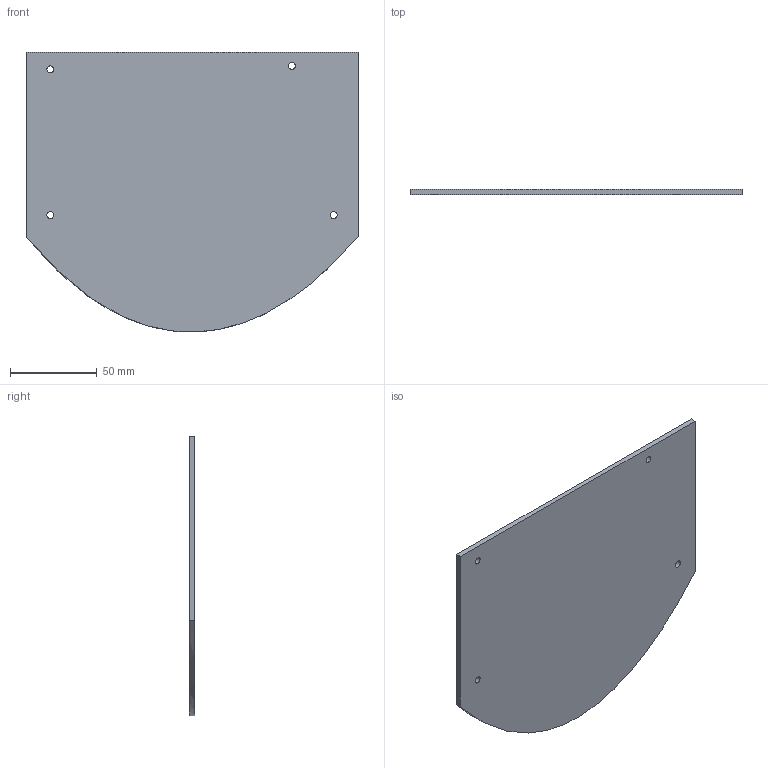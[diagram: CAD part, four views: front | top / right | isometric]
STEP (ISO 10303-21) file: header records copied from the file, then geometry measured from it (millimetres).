
FILE_DESCRIPTION(/* description */ (''),/* implementation_level */ '2;1');
FILE_NAME(/* name */ 'Left Plate.step',/* time_stamp */ '2025-05-17T17:58:43+01:00',/* author */ (''),/* organization */ (''),/* preprocessor_version */ 'ST-DEVELOPER v20.1',/* originating_system */ 'Autodesk Translation Framework v14.4.0.0',/* authorisation */ '');
FILE_SCHEMA (('AUTOMOTIVE_DESIGN { 1 0 10303 214 3 1 1 }'));
Length unit declared in the file: millimetre
Products named in the file (1): Throttle V2 - Plates
Bounding box: 191 x 3 x 161.07 mm (x, y, z)
Volume: 81832.4 mm3; surface area: 56598.3 mm2
Topology: 1 solids, 1 shells, 10 faces, 24 edges, 16 vertices
Faces by surface type: plane 5, cylinder 4, bspline 1
Full cylindrical faces by diameter (mm): 4 x4
Entity records: 392 total; most frequent: CARTESIAN_POINT 108, DIRECTION 50, ORIENTED_EDGE 48, EDGE_CURVE 24, EDGE_LOOP 18, AXIS2_PLACEMENT_3D 18, VERTEX_POINT 16, LINE 14
